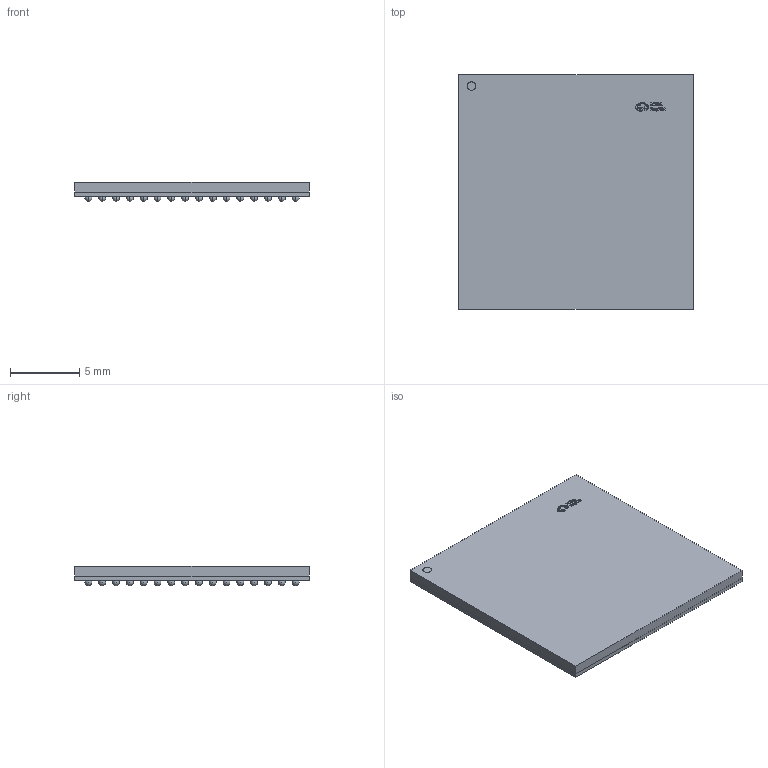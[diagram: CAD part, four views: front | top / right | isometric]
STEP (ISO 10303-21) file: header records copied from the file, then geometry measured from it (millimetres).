
FILE_DESCRIPTION (( 'STEP AP214' ), '1' );
FILE_NAME ('FBGA-256_L17.0-W17.0-R16-C16-P1.00-TL.step', '2022-06-22T14:42:53', ( '' ), ( '' ), 'SwSTEP 2.0', 'SolidWorks 2020', '' );
FILE_SCHEMA (( 'AUTOMOTIVE_DESIGN' ));
Length unit declared in the file: millimetre
Products named in the file (1): FBGA-256_L17.0-W17.0-R16-C16-P1.00-TL
Bounding box: 17 x 17 x 1.41 mm (x, y, z)
Volume: 304 mm3; surface area: 1352.8 mm2
Topology: 2 solids, 2 shells, 810 faces, 3105 edges, 2070 vertices
Faces by surface type: sphere 512, plane 184, bspline 112, cylinder 2
Entity records: 33730 total; most frequent: CARTESIAN_POINT 6042, DIRECTION 4023, ORIENTED_EDGE 3650, EDGE_CURVE 1825, AXIS2_PLACEMENT_3D 1727, VERTEX_POINT 1302, EDGE_LOOP 1093, CIRCLE 1028
